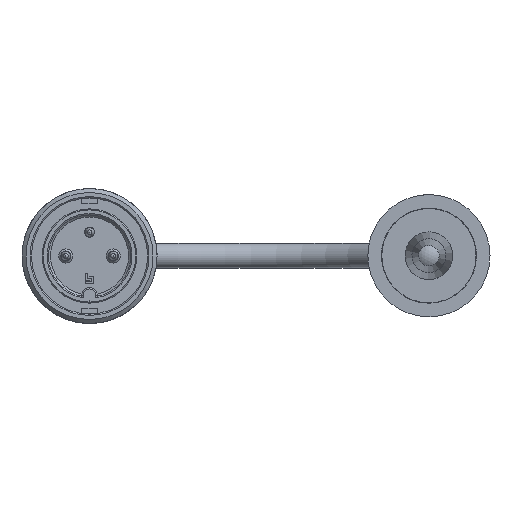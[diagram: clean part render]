
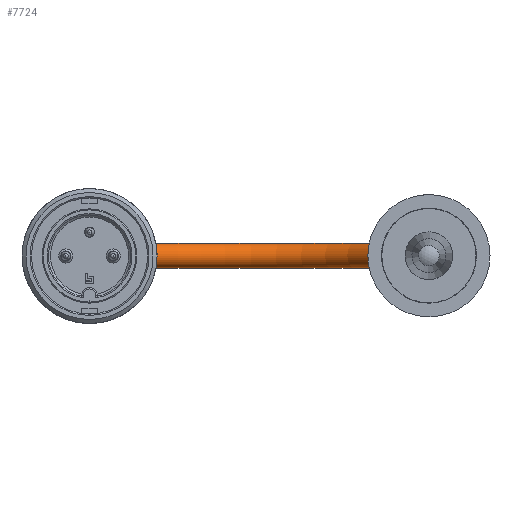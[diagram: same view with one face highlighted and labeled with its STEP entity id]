
A CAD part, left-side view. The second image highlights one B-rep face of the part: STEP entity #7724.
In plain terms, the highlighted toroidal (fillet/blend) face has major radius 25 mm and minor radius 1.85 mm.
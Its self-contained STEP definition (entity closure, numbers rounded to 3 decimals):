
#1459=TOROIDAL_SURFACE('',#8190,25.,1.85);
#1833=FACE_BOUND('',#2348,.T.);
#1910=FACE_OUTER_BOUND('',#2347,.T.);
#2347=EDGE_LOOP('',(#5066));
#2348=EDGE_LOOP('',(#5067));
#2843=CIRCLE('',#8189,1.85);
#2844=CIRCLE('',#8191,1.85);
#3222=VERTEX_POINT('',#11299);
#3223=VERTEX_POINT('',#11302);
#3962=EDGE_CURVE('',#3222,#3222,#2843,.T.);
#3963=EDGE_CURVE('',#3223,#3223,#2844,.T.);
#5066=ORIENTED_EDGE('',*,*,#3962,.F.);
#5067=ORIENTED_EDGE('',*,*,#3963,.T.);
#7724=ADVANCED_FACE('',(#1910,#1833),#1459,.T.);
#8189=AXIS2_PLACEMENT_3D('',#11300,#9009,#9010);
#8190=AXIS2_PLACEMENT_3D('',#11301,#9011,#9012);
#8191=AXIS2_PLACEMENT_3D('',#11303,#9013,#9014);
#9009=DIRECTION('center_axis',(-1.,0.,0.));
#9010=DIRECTION('ref_axis',(0.,0.,
1.));
#9011=DIRECTION('center_axis',(0.,0.,
1.));
#9012=DIRECTION('ref_axis',(1.,0.,0.));
#9013=DIRECTION('center_axis',(1.,0.,0.));
#9014=DIRECTION('ref_axis',(0.,0.,
1.));
#11299=CARTESIAN_POINT('',(301.315,-207.204,-467.676));
#11300=CARTESIAN_POINT('Origin',(301.315,-207.204,-465.826));
#11301=CARTESIAN_POINT('Origin',(301.315,-232.204,-465.826));
#11302=CARTESIAN_POINT('',(301.315,-257.204,-467.676));
#11303=CARTESIAN_POINT('Origin',(301.315,-257.204,-465.826));
